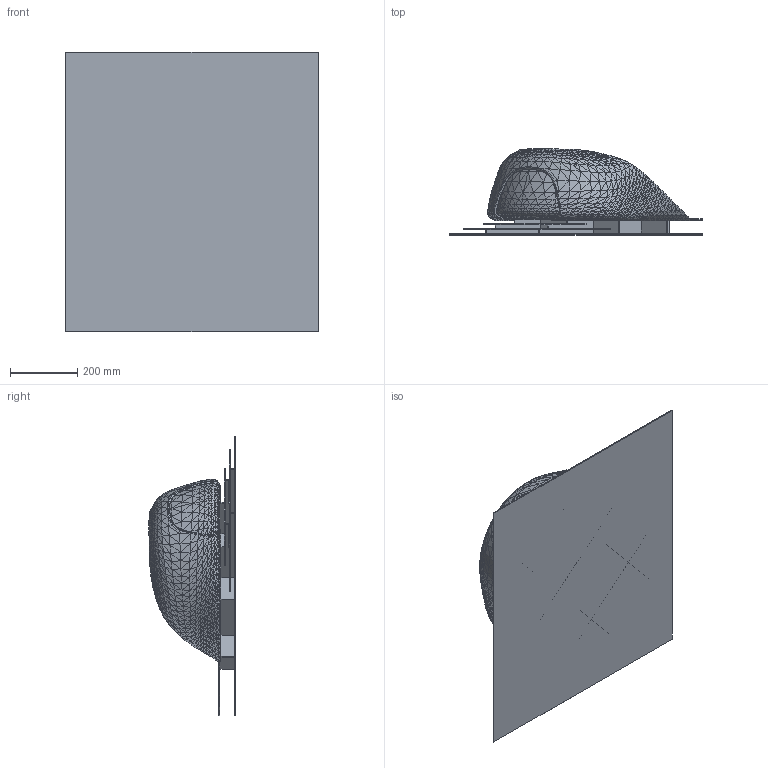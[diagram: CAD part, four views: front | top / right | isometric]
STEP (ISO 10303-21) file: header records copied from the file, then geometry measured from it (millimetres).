
FILE_DESCRIPTION (( 'STEP AP203' ), '1' );
FILE_NAME ('Baugruppe_Render_EndmodellV2_neuAufgebaut.STEP', '2017-03-22T17:20:38', ( '' ), ( '' ), 'SwSTEP 2.0', 'SolidWorks 2014', '' );
FILE_SCHEMA (( 'CONFIG_CONTROL_DESIGN' ));
Products named in the file (5): Baugruppe_Render_EndmodellV2_neuAufgebaut; Türblatt; OberflächenV4; Plexi; MechanismusV3
Assembly tree (4 placements, depth 2):
  Baugruppe_Render_EndmodellV2_neuAufgebaut
    OberflächenV4
    MechanismusV3
    Türblatt
    Plexi
Bounding box: 752.52 x 257 x 835.17 mm (x, y, z)
Volume: 5104281.5 mm3; surface area: 3099769.6 mm2
Topology: 14 solids, 14 shells, 3127 faces, 6855 edges, 3763 vertices
Faces by surface type: plane 2708, bspline 321, cylinder 63, cone 19, torus 10, sphere 6
Entity records: 419228 total; most frequent: CARTESIAN_POINT 358111, ORIENTED_EDGE 13698, DIRECTION 9943, EDGE_CURVE 6849, LINE 3981, VECTOR 3981, VERTEX_POINT 3761, EDGE_LOOP 3230
